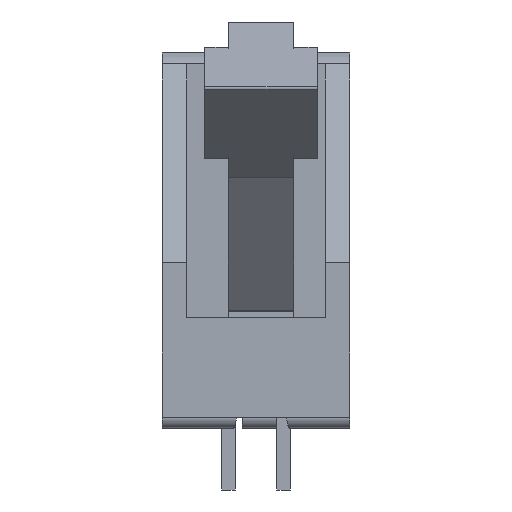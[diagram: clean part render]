
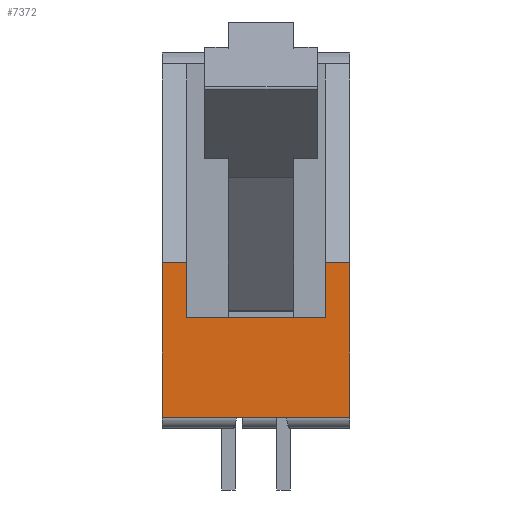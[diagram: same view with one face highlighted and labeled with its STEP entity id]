
A CAD part, left-side view. The second image highlights one B-rep face of the part: STEP entity #7372.
In plain terms, the highlighted planar face has unit normal (-1, 0, 0).
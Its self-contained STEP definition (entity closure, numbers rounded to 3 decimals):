
#223=B_SPLINE_CURVE_WITH_KNOTS($,1,(#11736,#11737),.UNSPECIFIED.,.F.,.F.,
(2,2),(0.,1.),.UNSPECIFIED.);
#249=B_SPLINE_CURVE_WITH_KNOTS($,1,(#12083,#12084),.UNSPECIFIED.,.F.,.F.,
(2,2),(0.,1.),.UNSPECIFIED.);
#290=B_SPLINE_CURVE_WITH_KNOTS($,1,(#12277,#12278),.UNSPECIFIED.,.F.,.F.,
(2,2),(0.,1.),.UNSPECIFIED.);
#291=B_SPLINE_CURVE_WITH_KNOTS($,1,(#12281,#12282),.UNSPECIFIED.,.F.,.F.,
(2,2),(0.,1.),.UNSPECIFIED.);
#292=B_SPLINE_CURVE_WITH_KNOTS($,1,(#12284,#12285),.UNSPECIFIED.,.F.,.F.,
(2,2),(0.,1.),.UNSPECIFIED.);
#293=B_SPLINE_CURVE_WITH_KNOTS($,1,(#12287,#12288),.UNSPECIFIED.,.F.,.F.,
(2,2),(0.,1.),.UNSPECIFIED.);
#294=B_SPLINE_CURVE_WITH_KNOTS($,1,(#12289,#12290),.UNSPECIFIED.,.F.,.F.,
(2,2),(0.,1.),.UNSPECIFIED.);
#295=B_SPLINE_CURVE_WITH_KNOTS($,1,(#12291,#12292),.UNSPECIFIED.,.F.,.F.,
(2,2),(0.,1.),.UNSPECIFIED.);
#590=FACE_OUTER_BOUND($,#1062,.T.);
#1062=EDGE_LOOP($,(#5291,#5292,#5293,#5294,#5295,#5296,#5297,#5298));
#3053=VERTEX_POINT($,#11732);
#3054=VERTEX_POINT($,#11735);
#3077=VERTEX_POINT($,#12079);
#3078=VERTEX_POINT($,#12082);
#3105=VERTEX_POINT($,#12274);
#3106=VERTEX_POINT($,#12280);
#3107=VERTEX_POINT($,#12283);
#3108=VERTEX_POINT($,#12286);
#3872=EDGE_CURVE($,#3053,#3054,#223,.T.);
#3899=EDGE_CURVE($,#3078,#3077,#249,.T.);
#3940=EDGE_CURVE($,#3053,#3105,#290,.T.);
#3941=EDGE_CURVE($,#3105,#3106,#291,.T.);
#3942=EDGE_CURVE($,#3106,#3107,#292,.T.);
#3943=EDGE_CURVE($,#3107,#3108,#293,.T.);
#3944=EDGE_CURVE($,#3108,#3078,#294,.T.);
#3945=EDGE_CURVE($,#3054,#3077,#295,.T.);
#5291=ORIENTED_EDGE($,*,*,#3940,.T.);
#5292=ORIENTED_EDGE($,*,*,#3941,.T.);
#5293=ORIENTED_EDGE($,*,*,#3942,.T.);
#5294=ORIENTED_EDGE($,*,*,#3943,.T.);
#5295=ORIENTED_EDGE($,*,*,#3944,.T.);
#5296=ORIENTED_EDGE($,*,*,#3899,.T.);
#5297=ORIENTED_EDGE($,*,*,#3945,.F.);
#5298=ORIENTED_EDGE($,*,*,#3872,.F.);
#6930=PLANE($,#7946);
#7372=ADVANCED_FACE($,(#590),#6930,.T.);
#7946=AXIS2_PLACEMENT_3D($,#12279,#8609,#8610);
#8609=DIRECTION('center_axis',(-1.,0.,0.));
#8610=DIRECTION('ref_axis',(0.,0.,1.));
#11732=CARTESIAN_POINT('',(-24.892,-4.318,7.62));
#11735=CARTESIAN_POINT('',(-24.892,-4.318,0.508));
#11736=CARTESIAN_POINT('Ctrl Pts',(-24.892,-4.318,
7.62));
#11737=CARTESIAN_POINT('Ctrl Pts',(-24.892,-4.318,
0.508));
#12079=CARTESIAN_POINT('',(-24.892,4.318,0.508));
#12082=CARTESIAN_POINT('',(-24.892,4.318,7.62));
#12083=CARTESIAN_POINT('Ctrl Pts',(-24.892,4.318,7.62));
#12084=CARTESIAN_POINT('Ctrl Pts',(-24.892,4.318,0.508));
#12274=CARTESIAN_POINT('',(-24.892,-3.175,7.62));
#12277=CARTESIAN_POINT('Ctrl Pts',(-24.892,-4.318,
7.62));
#12278=CARTESIAN_POINT('Ctrl Pts',(-24.892,-3.175,
7.62));
#12279=CARTESIAN_POINT('Origin',(-24.892,4.491,7.762));
#12280=CARTESIAN_POINT('',(-24.892,-3.175,5.08));
#12281=CARTESIAN_POINT('Ctrl Pts',(-24.892,-3.175,
7.62));
#12282=CARTESIAN_POINT('Ctrl Pts',(-24.892,-3.175,
5.08));
#12283=CARTESIAN_POINT('',(-24.892,3.175,5.08));
#12284=CARTESIAN_POINT('Ctrl Pts',(-24.892,-3.175,
5.08));
#12285=CARTESIAN_POINT('Ctrl Pts',(-24.892,3.175,5.08));
#12286=CARTESIAN_POINT('',(-24.892,3.175,7.62));
#12287=CARTESIAN_POINT('Ctrl Pts',(-24.892,3.175,5.08));
#12288=CARTESIAN_POINT('Ctrl Pts',(-24.892,3.175,7.62));
#12289=CARTESIAN_POINT('Ctrl Pts',(-24.892,3.175,7.62));
#12290=CARTESIAN_POINT('Ctrl Pts',(-24.892,4.318,7.62));
#12291=CARTESIAN_POINT('Ctrl Pts',(-24.892,-4.318,
0.508));
#12292=CARTESIAN_POINT('Ctrl Pts',(-24.892,4.318,0.508));
